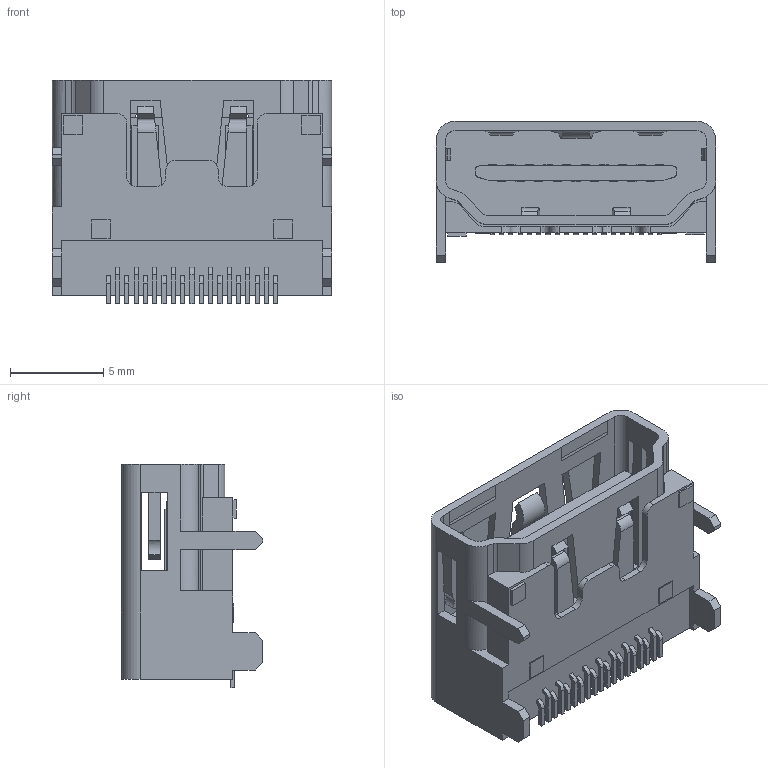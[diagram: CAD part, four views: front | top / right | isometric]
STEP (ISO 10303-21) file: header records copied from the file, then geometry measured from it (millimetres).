
FILE_DESCRIPTION (( 'STEP AP203' ), '1' );
FILE_NAME ('c-1-1747981-2-l-3d NEW.STEP', '2020-07-18T07:45:20', ( '' ), ( '' ), 'SwSTEP 2.0', 'SolidWorks 2018', '' );
FILE_SCHEMA (( 'CONFIG_CONTROL_DESIGN' ));
Length unit declared in the file: millimetre
Products named in the file (1): c-1-1747981-2-l-3d NEW
Bounding box: 15 x 7.58 x 12 mm (x, y, z)
Volume: 598.6 mm3; surface area: 1174.4 mm2
Topology: 1 solids, 1 shells, 435 faces, 1219 edges, 804 vertices
Faces by surface type: plane 343, cylinder 92
Entity records: 14140 total; most frequent: CARTESIAN_POINT 2717, ORIENTED_EDGE 2438, DIRECTION 2223, EDGE_CURVE 1219, VECTOR 1031, LINE 1031, VERTEX_POINT 804, AXIS2_PLACEMENT_3D 596
